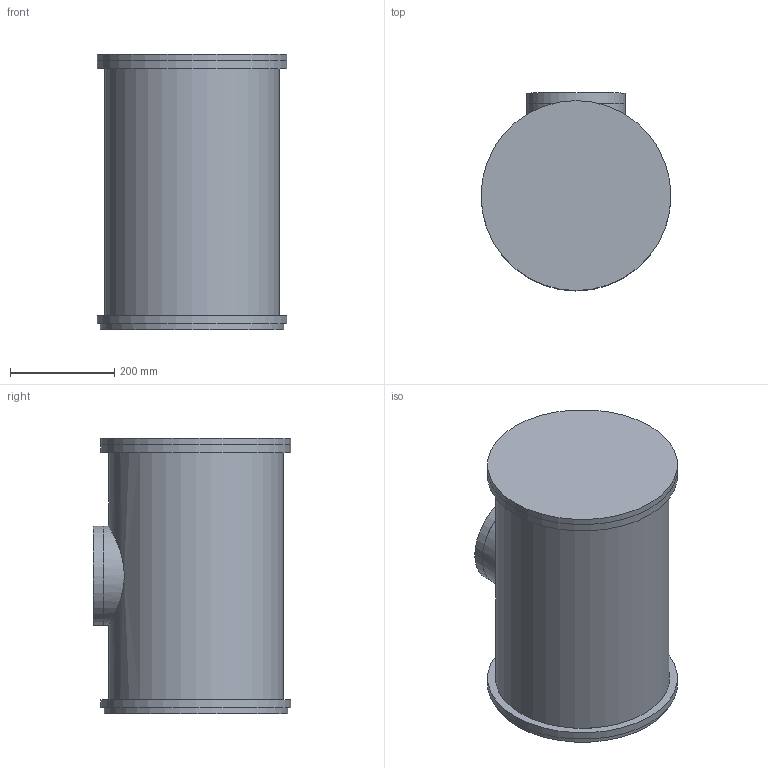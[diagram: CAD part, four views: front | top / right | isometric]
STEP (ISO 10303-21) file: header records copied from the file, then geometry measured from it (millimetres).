
FILE_DESCRIPTION(('FreeCAD Model'),'2;1');
FILE_NAME('output/b40_chamber.step','2017-05-02T08:11:47',('FreeCAD'),( 'FreeCAD'),'Open CASCADE STEP processor 7.1','FreeCAD','Unknown');
FILE_SCHEMA(('AUTOMOTIVE_DESIGN_CC2 { 1 2 10303 214 -1 1 5 4 }'));
Length unit declared in the file: millimetre
Products named in the file (8): Open CASCADE STEP translator 7.1 2; Open CASCADE STEP translator 7.1 2.1; Open CASCADE STEP translator 7.1 2.2; Open CASCADE STEP translator 7.1 2.3; Open CASCADE STEP translator 7.1 2.4; Open CASCADE STEP translator 7.1 2.5; Open CASCADE STEP translator 7.1 2.6; Open CASCADE STEP translator 7.1 2.7
Assembly tree (7 placements, depth 2):
  Open CASCADE STEP translator 7.1 2
    Open CASCADE STEP translator 7.1 2.1
    Open CASCADE STEP translator 7.1 2.2
    Open CASCADE STEP translator 7.1 2.3
    Open CASCADE STEP translator 7.1 2.4
    Open CASCADE STEP translator 7.1 2.5
    Open CASCADE STEP translator 7.1 2.6
    Open CASCADE STEP translator 7.1 2.7
Bounding box: 365 x 380 x 528.4 mm (x, y, z)
Volume: 5390742.6 mm3; surface area: 1806142.1 mm2
Topology: 6 solids, 7 shells, 50 faces, 93 edges, 63 vertices
Faces by surface type: plane 27, cylinder 21, cone 2
Full cylindrical faces by diameter (mm): 3.2 x8, 106.5 x1, 186.5 x1, 190.5 x2, 300 x1, 315 x2, 331 x1, 335 x1, 352.8 x1, 365 x3
Entity records: 1861 total; most frequent: CARTESIAN_POINT 652, DIRECTION 247, ORIENTED_EDGE 182, AXIS2_PLACEMENT_3D 102, EDGE_CURVE 93, FACE_BOUND 81, EDGE_LOOP 81, VERTEX_POINT 63
